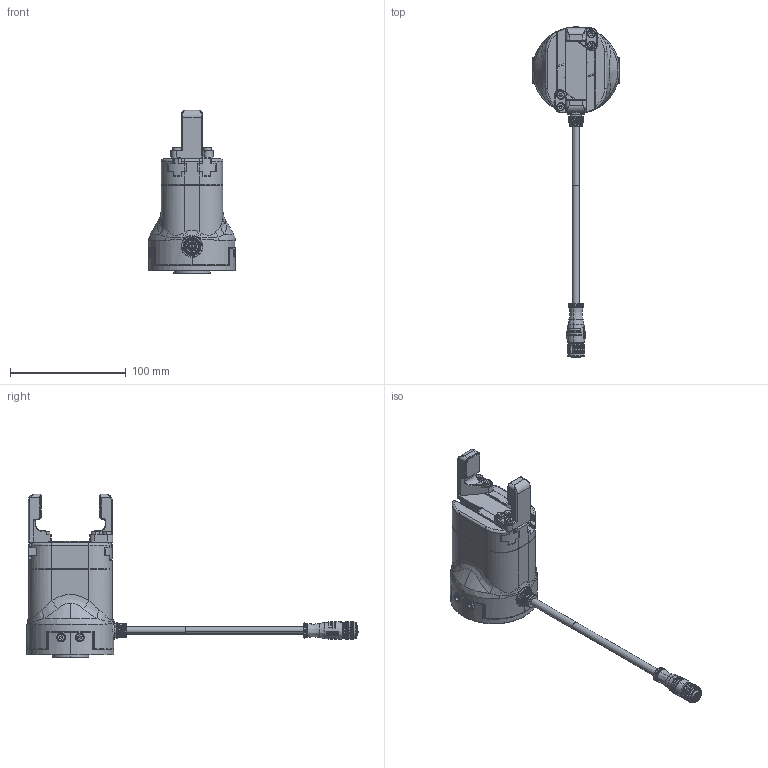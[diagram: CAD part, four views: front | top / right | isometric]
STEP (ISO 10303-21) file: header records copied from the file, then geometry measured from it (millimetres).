
FILE_DESCRIPTION (( 'STEP AP214' ), '1' );
FILE_NAME ('PGC140-50-W-S-2022V1【含手指】.STEP', '2022-09-14T08:58:19', ( '' ), ( '' ), 'SwSTEP 2.0', 'SolidWorks 2020', '' );
FILE_SCHEMA (( 'AUTOMOTIVE_DESIGN' ));
Length unit declared in the file: millimetre
Products named in the file (6): finger; hexagon socket head cap screws gb_GB_FASTENER_SCREWS_HSHCS M4X10-N; PGC140-50-W-S-2022V1【含手指】; M12滅阨厙帣V2; fingerholder; body
Assembly tree (10 placements, depth 2):
  PGC140-50-W-S-2022V1【含手指】
    body
    finger  x2
    fingerholder  x2
    M12滅阨厙帣V2
    hexagon socket head cap screws gb_GB_FASTENER_SCREWS_HSHCS M4X10-N  x4
Bounding box: 75.1 x 286.33 x 141 mm (x, y, z)
Volume: 370926.1 mm3; surface area: 62422.4 mm2
Topology: 9 solids, 12 shells, 1582 faces, 3927 edges, 2426 vertices
Faces by surface type: plane 612, cylinder 394, bspline 319, cone 219, torus 38
Full cylindrical faces by diameter (mm): 11.1 x3
Entity records: 64586 total; most frequent: CARTESIAN_POINT 29939, ORIENTED_EDGE 6268, DIRECTION 4773, EDGE_CURVE 3138, VERTEX_POINT 1968, AXIS2_PLACEMENT_3D 1781, EDGE_LOOP 1352, FACE_OUTER_BOUND 1265
